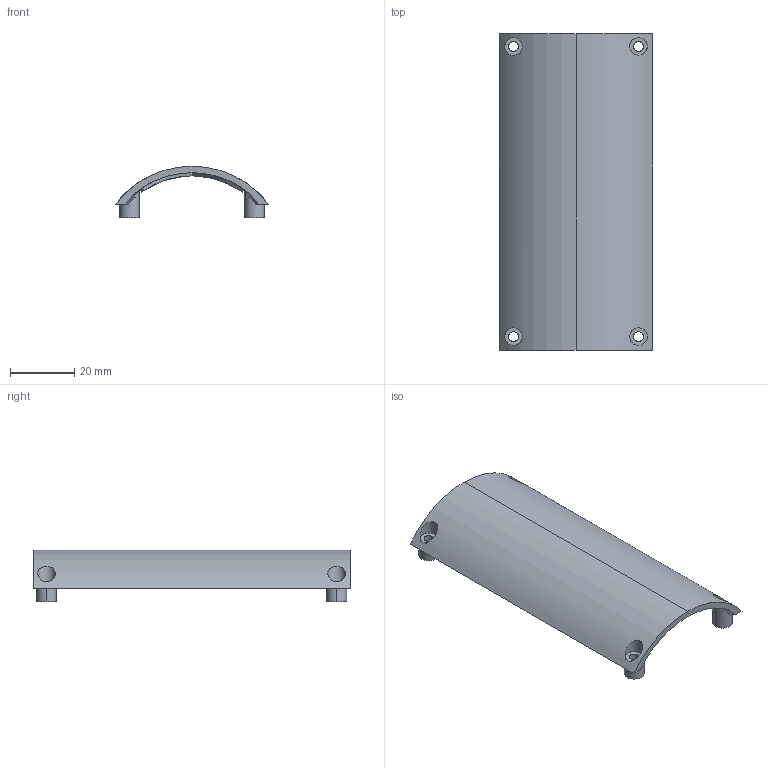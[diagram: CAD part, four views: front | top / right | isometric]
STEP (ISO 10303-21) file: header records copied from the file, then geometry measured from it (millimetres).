
FILE_DESCRIPTION (( 'STEP AP214' ), '1' );
FILE_NAME ('16.STEP', '2024-06-10T20:09:18', ( '' ), ( '' ), 'SwSTEP 2.0', 'SolidWorks 2024', '' );
FILE_SCHEMA (( 'AUTOMOTIVE_DESIGN' ));
Length unit declared in the file: millimetre
Products named in the file (1): 16
Bounding box: 47.5 x 98.15 x 16 mm (x, y, z)
Volume: 10757.4 mm3; surface area: 11965.1 mm2
Topology: 1 solids, 1 shells, 73 faces, 189 edges, 122 vertices
Faces by surface type: cylinder 32, bspline 29, plane 12
Entity records: 9203 total; most frequent: CARTESIAN_POINT 7641, ORIENTED_EDGE 378, DIRECTION 216, EDGE_CURVE 189, VERTEX_POINT 122, B_SPLINE_CURVE_WITH_KNOTS 109, AXIS2_PLACEMENT_3D 91, EDGE_LOOP 85
